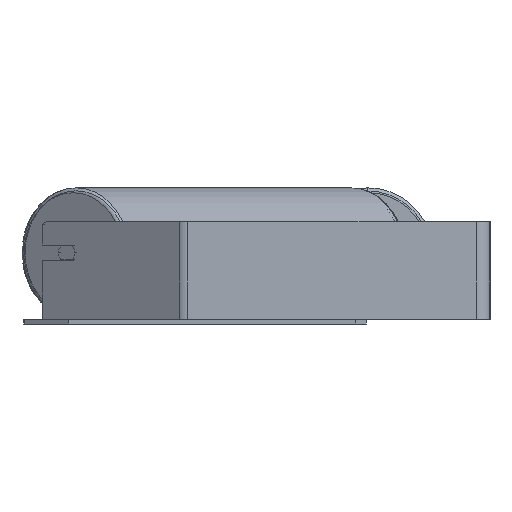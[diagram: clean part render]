
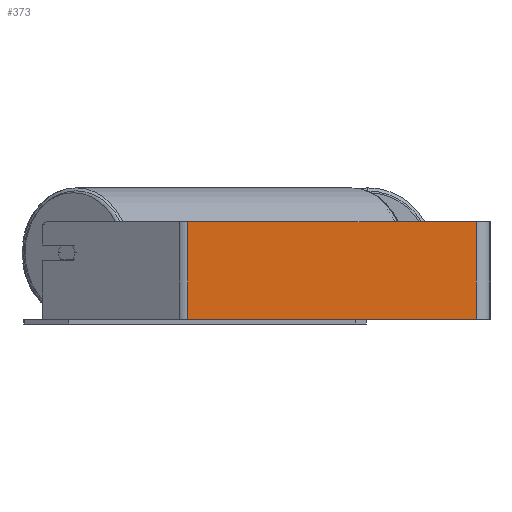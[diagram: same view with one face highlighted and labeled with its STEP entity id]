
A CAD part, left-side view. The second image highlights one B-rep face of the part: STEP entity #373.
In plain terms, the highlighted planar face has unit normal (-1, 0, 0).
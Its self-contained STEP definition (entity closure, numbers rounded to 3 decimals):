
#114 = VECTOR ( 'NONE', #2539, 1000. ) ;
#173 = EDGE_LOOP ( 'NONE', ( #4254, #951, #8385, #1815 ) ) ;
#368 = FACE_OUTER_BOUND ( 'NONE', #173, .T. ) ;
#373 = ADVANCED_FACE ( 'NONE', ( #368 ), #4598, .F. ) ;
#715 = VERTEX_POINT ( 'NONE', #3055 ) ;
#951 = ORIENTED_EDGE ( 'NONE', *, *, #3774, .F. ) ;
#1121 = CARTESIAN_POINT ( 'NONE',  ( -800., 14., 50. ) ) ;
#1143 = DIRECTION ( 'NONE',  ( 0., -1., 0. ) ) ;
#1436 = LINE ( 'NONE', #9258, #3511 ) ;
#1591 = EDGE_CURVE ( 'NONE', #715, #2604, #9127, .T. ) ;
#1659 = LINE ( 'NONE', #8921, #3049 ) ;
#1815 = ORIENTED_EDGE ( 'NONE', *, *, #9276, .T. ) ;
#2539 = DIRECTION ( 'NONE',  ( 0., 0., -1. ) ) ;
#2604 = VERTEX_POINT ( 'NONE', #6586 ) ;
#3049 = VECTOR ( 'NONE', #7333, 1000. ) ;
#3055 = CARTESIAN_POINT ( 'NONE',  ( -800., 309.495, -50. ) ) ;
#3380 = AXIS2_PLACEMENT_3D ( 'NONE', #5427, #7512, #4511 ) ;
#3511 = VECTOR ( 'NONE', #5718, 1000. ) ;
#3774 = EDGE_CURVE ( 'NONE', #6805, #2604, #6934, .T. ) ;
#4254 = ORIENTED_EDGE ( 'NONE', *, *, #1591, .T. ) ;
#4511 = DIRECTION ( 'NONE',  ( 0., 0., -1. ) ) ;
#4598 = PLANE ( 'NONE',  #3380 ) ;
#5427 = CARTESIAN_POINT ( 'NONE',  ( -800., 313.909, 50. ) ) ;
#5431 = CARTESIAN_POINT ( 'NONE',  ( -800., 309.495, 50. ) ) ;
#5718 = DIRECTION ( 'NONE',  ( 0., 0., -1. ) ) ;
#6088 = VERTEX_POINT ( 'NONE', #5431 ) ;
#6586 = CARTESIAN_POINT ( 'NONE',  ( -800., 14., -50. ) ) ;
#6805 = VERTEX_POINT ( 'NONE', #6970 ) ;
#6934 = LINE ( 'NONE', #1121, #114 ) ;
#6970 = CARTESIAN_POINT ( 'NONE',  ( -800., 14., 50. ) ) ;
#7333 = DIRECTION ( 'NONE',  ( 0., -1., 0. ) ) ;
#7512 = DIRECTION ( 'NONE',  ( 1., 0., 0. ) ) ;
#7531 = VECTOR ( 'NONE', #1143, 1000. ) ;
#7674 = CARTESIAN_POINT ( 'NONE',  ( -800., 313.909, -50. ) ) ;
#8385 = ORIENTED_EDGE ( 'NONE', *, *, #9087, .F. ) ;
#8921 = CARTESIAN_POINT ( 'NONE',  ( -800., 313.909, 50. ) ) ;
#9087 = EDGE_CURVE ( 'NONE', #6088, #6805, #1659, .T. ) ;
#9127 = LINE ( 'NONE', #7674, #7531 ) ;
#9258 = CARTESIAN_POINT ( 'NONE',  ( -800., 309.495, 50. ) ) ;
#9276 = EDGE_CURVE ( 'NONE', #6088, #715, #1436, .T. ) ;
